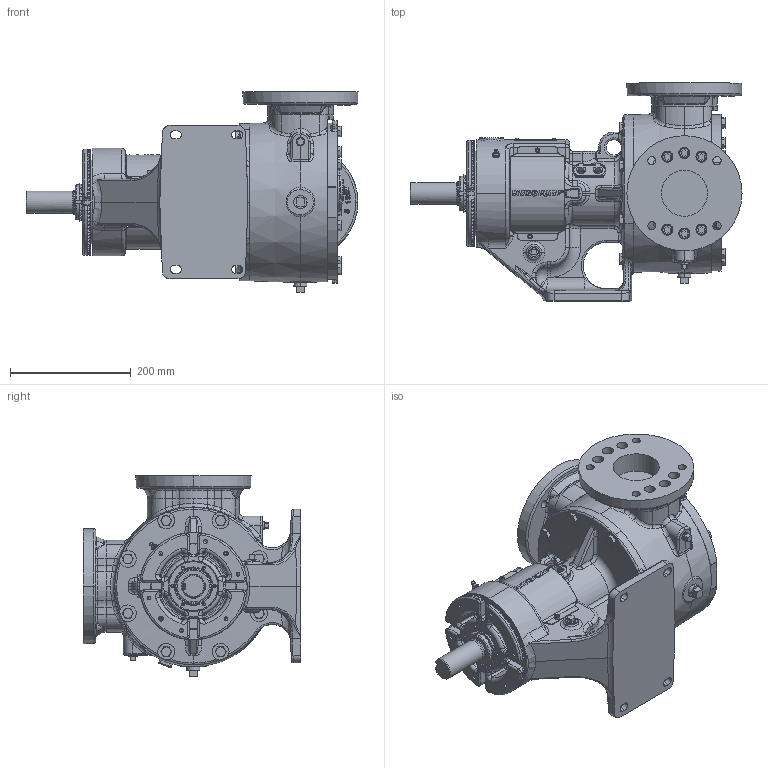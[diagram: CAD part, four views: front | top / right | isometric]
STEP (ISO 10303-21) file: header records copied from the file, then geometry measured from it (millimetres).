
FILE_DESCRIPTION (( 'STEP AP214' ), '1' );
FILE_NAME ('LV-4799.step', '2025-12-05T07:02:51', ( '' ), ( '' ), 'SwSTEP 2.0', 'SolidWorks 2024', '' );
FILE_SCHEMA (( 'AUTOMOTIVE_DESIGN' ));
Products named in the file (1): LV-4799
Bounding box: 549.2 x 360.36 x 331.53 mm (x, y, z)
Volume: 14649646.2 mm3; surface area: 888128 mm2
Topology: 1 solids, 1 shells, 5016 faces, 12575 edges, 7765 vertices
Faces by surface type: bspline 1592, plane 1523, cylinder 1035, cone 655, torus 143, sphere 68
Entity records: 233056 total; most frequent: CARTESIAN_POINT 126229, ORIENTED_EDGE 24964, DIRECTION 18059, EDGE_CURVE 12482, VERTEX_POINT 7762, AXIS2_PLACEMENT_3D 6708, EDGE_LOOP 5348, ADVANCED_FACE 5016
